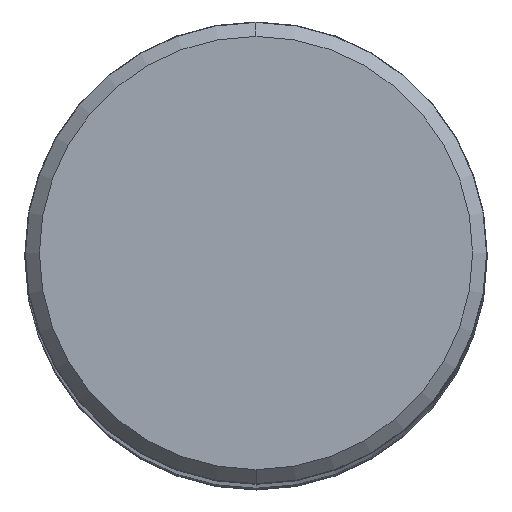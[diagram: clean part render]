
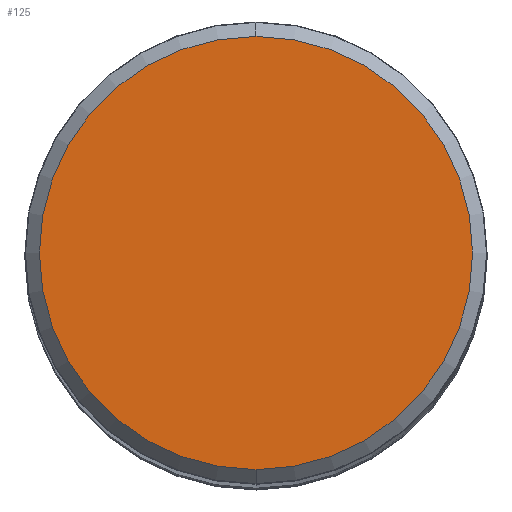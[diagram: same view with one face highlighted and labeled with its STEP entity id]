
A CAD part, top view. The second image highlights one B-rep face of the part: STEP entity #125.
In plain terms, the highlighted planar face has unit normal (0, 0, 1).
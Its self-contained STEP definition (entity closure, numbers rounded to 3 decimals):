
#53=PLANE('',#1110);
#125=ADVANCED_FACE('',(#202),#53,.F.);
#202=FACE_OUTER_BOUND('',#262,.T.);
#262=EDGE_LOOP('',(#442,#443));
#442=ORIENTED_EDGE('',*,*,#667,.T.);
#443=ORIENTED_EDGE('',*,*,#671,.T.);
#565=VERTEX_POINT('',#1700);
#566=VERTEX_POINT('',#1702);
#667=EDGE_CURVE('',#566,#565,#773,.T.);
#671=EDGE_CURVE('',#565,#566,#776,.T.);
#773=CIRCLE('',#1103,14.875);
#776=CIRCLE('',#1108,14.875);
#1103=AXIS2_PLACEMENT_3D('',#1701,#1400,#1401);
#1108=AXIS2_PLACEMENT_3D('',#1709,#1411,#1412);
#1110=AXIS2_PLACEMENT_3D('',#1711,#1415,#1416);
#1400=DIRECTION('',(0.,0.,1.));
#1401=DIRECTION('',(0.,1.,0.));
#1411=DIRECTION('',(0.,0.,1.));
#1412=DIRECTION('',(0.,-1.,0.));
#1415=DIRECTION('',(0.,0.,-1.));
#1416=DIRECTION('',(0.,1.,0.));
#1700=CARTESIAN_POINT('',(0.,-14.875,0.));
#1701=CARTESIAN_POINT('',(0.,0.,0.));
#1702=CARTESIAN_POINT('',(0.,14.875,0.));
#1709=CARTESIAN_POINT('',(0.,0.,0.));
#1711=CARTESIAN_POINT('',(0.,0.,0.));
